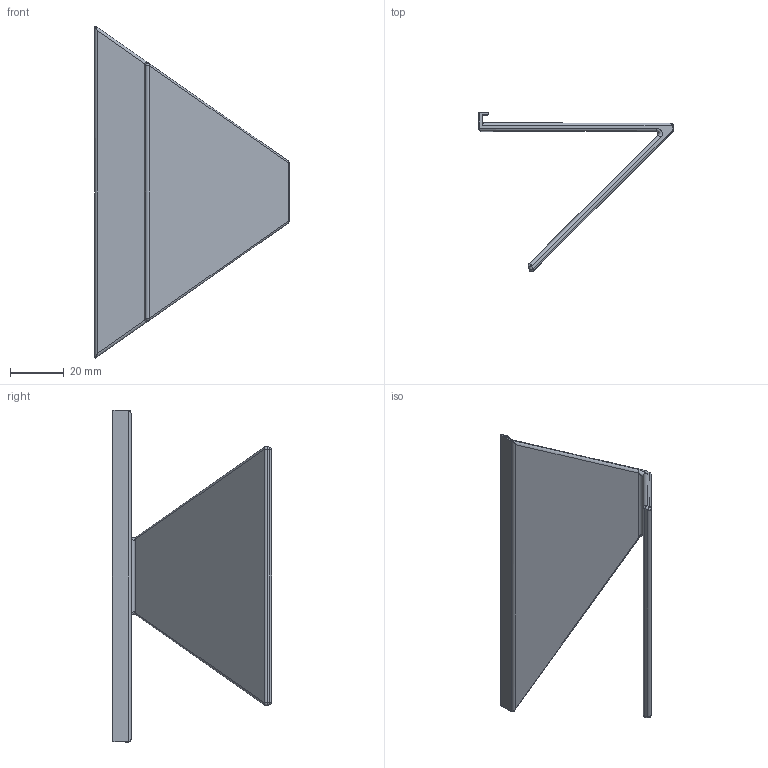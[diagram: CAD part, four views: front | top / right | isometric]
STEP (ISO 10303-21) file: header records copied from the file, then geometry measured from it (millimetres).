
FILE_DESCRIPTION(/* description */ (''),/* implementation_level */ '2;1');
FILE_NAME(/* name */ 'Stand.stp',/* time_stamp */ '2025-11-10T19:07:38Z',/* author */ ('User'),/* organization */ (''),/* preprocessor_version */ 'ST-DEVELOPER v20',/* originating_system */ 'Autodesk Inventor 2025',/* authorisation */ '');
FILE_SCHEMA (('AUTOMOTIVE_DESIGN { 1 0 10303 214 3 1 1 }'));
Length unit declared in the file: millimetre
Products named in the file (1): Stand
Bounding box: 72.45 x 59.3 x 123.68 mm (x, y, z)
Volume: 30145.5 mm3; surface area: 22158.5 mm2
Topology: 1 solids, 1 shells, 65 faces, 144 edges, 75 vertices
Faces by surface type: cylinder 31, plane 13, sphere 13, bspline 8
Entity records: 2021 total; most frequent: CARTESIAN_POINT 575, DIRECTION 320, ORIENTED_EDGE 276, EDGE_CURVE 138, AXIS2_PLACEMENT_3D 128, VERTEX_POINT 75, FACE_OUTER_BOUND 65, EDGE_LOOP 65
